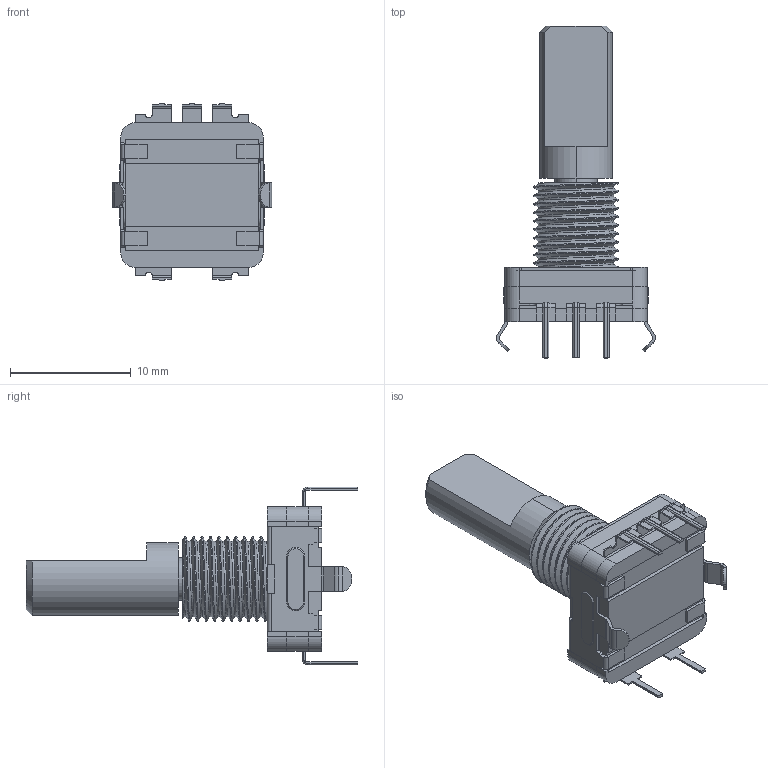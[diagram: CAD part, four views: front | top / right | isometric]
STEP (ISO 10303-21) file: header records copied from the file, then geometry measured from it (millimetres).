
FILE_DESCRIPTION (( 'STEP AP214' ), '1' );
FILE_NAME ('PEC11L-4220F-S0015.STEP', '2023-04-08T22:23:47', ( '' ), ( '' ), 'SwSTEP 2.0', 'SolidWorks 2021', '' );
FILE_SCHEMA (( 'AUTOMOTIVE_DESIGN' ));
Length unit declared in the file: millimetre
Products named in the file (1): PEC11L-4220F-S0015
Bounding box: 13.2 x 27.5 x 14.75 mm (x, y, z)
Volume: 1162.7 mm3; surface area: 1967.8 mm2
Topology: 10 solids, 10 shells, 434 faces, 1106 edges, 692 vertices
Faces by surface type: plane 278, cylinder 135, torus 10, cone 8, bspline 3
Entity records: 16450 total; most frequent: CARTESIAN_POINT 5813, ORIENTED_EDGE 2212, DIRECTION 2159, EDGE_CURVE 1106, LINE 813, VECTOR 813, VERTEX_POINT 692, AXIS2_PLACEMENT_3D 673
